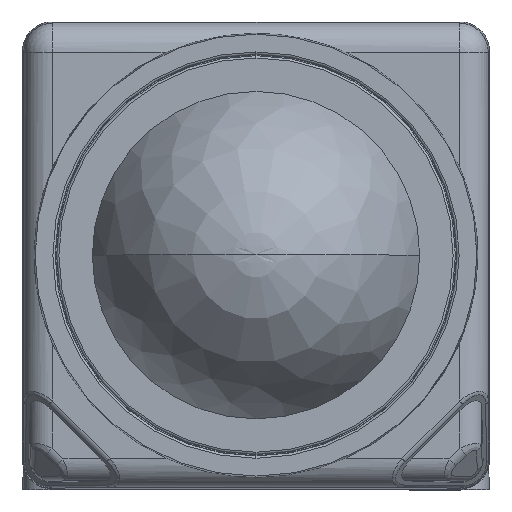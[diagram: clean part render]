
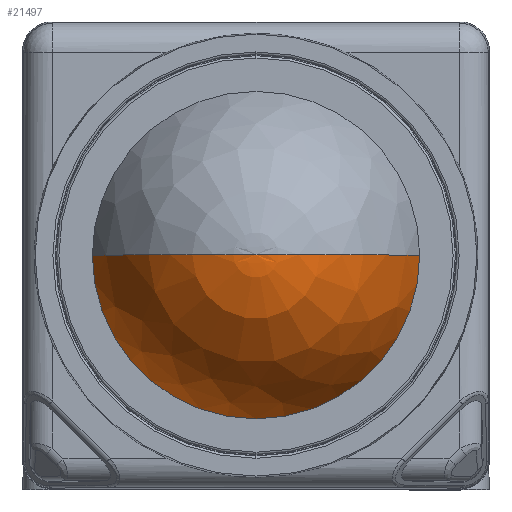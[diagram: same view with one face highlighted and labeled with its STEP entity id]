
A CAD part, top view. The second image highlights one B-rep face of the part: STEP entity #21497.
In plain terms, the highlighted face is a revolution surface.
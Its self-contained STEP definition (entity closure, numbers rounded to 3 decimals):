
#6376=CARTESIAN_POINT('',(0.,0.,16.4));
#6377=DIRECTION('',(0.,0.,1.));
#6378=DIRECTION('',(-1.,0.,0.));
#6379=AXIS2_PLACEMENT_3D('',#6376,#6377,#6378);
#6400=CARTESIAN_POINT('',(-14.077,0.,16.4));
#6401=CARTESIAN_POINT('',(-14.077,0.,
16.401));
#6402=CARTESIAN_POINT('',(-14.004,0.,
16.646));
#6403=CARTESIAN_POINT('',(-13.849,0.,
17.135));
#6404=CARTESIAN_POINT('',(-13.592,0.,
17.87));
#6405=CARTESIAN_POINT('',(-13.311,0.,
18.603));
#6406=CARTESIAN_POINT('',(-13.003,0.,
19.333));
#6407=CARTESIAN_POINT('',(-12.669,0.,
20.058));
#6408=CARTESIAN_POINT('',(-12.307,0.,
20.775));
#6409=CARTESIAN_POINT('',(-11.919,0.,
21.482));
#6410=CARTESIAN_POINT('',(-11.502,0.,
22.177));
#6411=CARTESIAN_POINT('',(-11.058,0.,
22.857));
#6412=CARTESIAN_POINT('',(-10.586,0.,
23.519));
#6413=CARTESIAN_POINT('',(-10.087,0.,
24.16));
#6414=CARTESIAN_POINT('',(-9.56,0.,
24.778));
#6415=CARTESIAN_POINT('',(-9.007,0.,
25.369));
#6416=CARTESIAN_POINT('',(-8.428,0.,
25.931));
#6417=CARTESIAN_POINT('',(-7.824,0.,
26.461));
#6418=CARTESIAN_POINT('',(-7.196,0.,
26.956));
#6419=CARTESIAN_POINT('',(-6.545,0.,
27.413));
#6420=CARTESIAN_POINT('',(-5.874,0.,
27.83));
#6421=CARTESIAN_POINT('',(-5.184,0.,
28.204));
#6422=CARTESIAN_POINT('',(-4.477,0.,
28.533));
#6423=CARTESIAN_POINT('',(-3.754,0.,
28.815));
#6424=CARTESIAN_POINT('',(-3.019,0.,
29.048));
#6425=CARTESIAN_POINT('',(-2.274,0.,
29.231));
#6426=CARTESIAN_POINT('',(-1.604,0.,
29.348));
#6427=CARTESIAN_POINT('',(-1.014,0.,
29.417));
#6428=CARTESIAN_POINT('',(-0.508,0.,
29.452));
#6429=CARTESIAN_POINT('',(-0.169,0.,29.46));
#6430=CARTESIAN_POINT('',(0.,0.,29.46));
#6432=CARTESIAN_POINT('',(14.077,0.,16.4));
#6433=CARTESIAN_POINT('',(14.077,0.,16.401));
#6434=CARTESIAN_POINT('',(14.004,0.,16.646));
#6435=CARTESIAN_POINT('',(13.849,0.,17.135));
#6436=CARTESIAN_POINT('',(13.592,0.,17.87));
#6437=CARTESIAN_POINT('',(13.311,0.,18.603));
#6438=CARTESIAN_POINT('',(13.003,0.,19.333));
#6439=CARTESIAN_POINT('',(12.669,0.,20.058));
#6440=CARTESIAN_POINT('',(12.307,0.,20.775));
#6441=CARTESIAN_POINT('',(11.919,0.,21.482));
#6442=CARTESIAN_POINT('',(11.502,0.,22.177));
#6443=CARTESIAN_POINT('',(11.058,0.,22.857));
#6444=CARTESIAN_POINT('',(10.586,0.,23.519));
#6445=CARTESIAN_POINT('',(10.087,0.,24.16));
#6446=CARTESIAN_POINT('',(9.56,0.,24.778));
#6447=CARTESIAN_POINT('',(9.007,0.,25.369));
#6448=CARTESIAN_POINT('',(8.428,0.,25.931));
#6449=CARTESIAN_POINT('',(7.824,0.,26.461));
#6450=CARTESIAN_POINT('',(7.196,0.,26.956));
#6451=CARTESIAN_POINT('',(6.545,0.,27.413));
#6452=CARTESIAN_POINT('',(5.874,0.,27.83));
#6453=CARTESIAN_POINT('',(5.184,0.,28.204));
#6454=CARTESIAN_POINT('',(4.477,0.,28.533));
#6455=CARTESIAN_POINT('',(3.754,0.,28.815));
#6456=CARTESIAN_POINT('',(3.019,0.,29.048));
#6457=CARTESIAN_POINT('',(2.274,0.,29.231));
#6458=CARTESIAN_POINT('',(1.604,0.,29.348));
#6459=CARTESIAN_POINT('',(1.014,0.,29.417));
#6460=CARTESIAN_POINT('',(0.508,0.,
29.452));
#6461=CARTESIAN_POINT('',(0.169,0.,29.46));
#6462=CARTESIAN_POINT('',(0.,0.,29.46));
#9655=VERTEX_POINT('',#6432);
#9656=VERTEX_POINT('',#6462);
#9657=CARTESIAN_POINT('',(-14.077,0.,16.4));
#9658=VERTEX_POINT('',#9657);
#21449=CARTESIAN_POINT('',(0.,0.,29.46));
#21450=CARTESIAN_POINT('',(0.169,0.,29.46));
#21451=CARTESIAN_POINT('',(0.508,0.,
29.452));
#21452=CARTESIAN_POINT('',(1.014,0.,
29.417));
#21453=CARTESIAN_POINT('',(1.604,0.,
29.348));
#21454=CARTESIAN_POINT('',(2.274,0.,
29.231));
#21455=CARTESIAN_POINT('',(3.019,0.,
29.048));
#21456=CARTESIAN_POINT('',(3.754,0.,
28.815));
#21457=CARTESIAN_POINT('',(4.477,0.,
28.533));
#21458=CARTESIAN_POINT('',(5.184,0.,
28.204));
#21459=CARTESIAN_POINT('',(5.874,0.,
27.83));
#21460=CARTESIAN_POINT('',(6.545,0.,
27.413));
#21461=CARTESIAN_POINT('',(7.196,0.,
26.956));
#21462=CARTESIAN_POINT('',(7.824,0.,
26.461));
#21463=CARTESIAN_POINT('',(8.428,0.,
25.931));
#21464=CARTESIAN_POINT('',(9.007,0.,
25.369));
#21465=CARTESIAN_POINT('',(9.56,0.,
24.778));
#21466=CARTESIAN_POINT('',(10.087,0.,
24.16));
#21467=CARTESIAN_POINT('',(10.586,0.,
23.519));
#21468=CARTESIAN_POINT('',(11.058,0.,
22.857));
#21469=CARTESIAN_POINT('',(11.502,0.,
22.177));
#21470=CARTESIAN_POINT('',(11.919,0.,
21.482));
#21471=CARTESIAN_POINT('',(12.307,0.,
20.775));
#21472=CARTESIAN_POINT('',(12.669,0.,
20.058));
#21473=CARTESIAN_POINT('',(13.003,0.,
19.333));
#21474=CARTESIAN_POINT('',(13.311,0.,
18.603));
#21475=CARTESIAN_POINT('',(13.592,0.,
17.87));
#21476=CARTESIAN_POINT('',(13.849,0.,
17.135));
#21477=CARTESIAN_POINT('',(14.004,0.,
16.646));
#21478=CARTESIAN_POINT('',(14.097,0.,
16.335));
#21479=CARTESIAN_POINT('',(14.116,0.,
16.269));
#21480=CARTESIAN_POINT('',(14.135,0.,
16.203));
#21486=CARTESIAN_POINT('',(0.,0.,30.328));
#21487=DIRECTION('',(0.,0.,-1.));
#21488=AXIS1_PLACEMENT('',#21486,#21487);
#21489=SURFACE_OF_REVOLUTION('',#21481,#21488);
#21491=ORIENTED_EDGE('',*,*,#21490,.F.);
#21492=ORIENTED_EDGE('',*,*,#21396,.F.);
#21494=ORIENTED_EDGE('',*,*,#21493,.T.);
#21495=EDGE_LOOP('',(#21491,#21492,#21494));
#21496=FACE_OUTER_BOUND('',#21495,.F.);
#21497=ADVANCED_FACE('',(#21496),#21489,.T.);
#6380=CIRCLE('',#6379,14.077);
#6431=B_SPLINE_CURVE_WITH_KNOTS('',3,(#6400,#6401,#6402,#6403,#6404,#6405,#6406,
#6407,#6408,#6409,#6410,#6411,#6412,#6413,#6414,#6415,#6416,#6417,#6418,#6419,
#6420,#6421,#6422,#6423,#6424,#6425,#6426,#6427,#6428,#6429,#6430),
.UNSPECIFIED.,.F.,.F.,(4,1,1,1,1,1,1,1,1,1,1,1,1,1,1,1,1,1,1,1,1,1,1,1,1,1,1,1,
4),(0.,0.,0.039,0.077,
0.115,0.154,0.192,0.231,
0.269,0.308,0.346,0.385,
0.423,0.462,0.5,0.539,
0.577,0.615,0.654,0.692,
0.731,0.769,0.808,0.846,
0.885,0.923,0.949,0.974,1.),
.UNSPECIFIED.);
#6463=B_SPLINE_CURVE_WITH_KNOTS('',3,(#6432,#6433,#6434,#6435,#6436,#6437,#6438,
#6439,#6440,#6441,#6442,#6443,#6444,#6445,#6446,#6447,#6448,#6449,#6450,#6451,
#6452,#6453,#6454,#6455,#6456,#6457,#6458,#6459,#6460,#6461,#6462),
.UNSPECIFIED.,.F.,.F.,(4,1,1,1,1,1,1,1,1,1,1,1,1,1,1,1,1,1,1,1,1,1,1,1,1,1,1,1,
4),(0.,0.,0.039,0.077,
0.115,0.154,0.192,0.231,
0.269,0.308,0.346,0.385,
0.423,0.462,0.5,0.539,
0.577,0.615,0.654,0.692,
0.731,0.769,0.808,0.846,
0.885,0.923,0.949,0.974,1.),
.UNSPECIFIED.);
#21396=EDGE_CURVE('',#9658,#9655,#6380,.T.);
#21481=B_SPLINE_CURVE_WITH_KNOTS('',3,(#21449,#21450,#21451,#21452,#21453,
#21454,#21455,#21456,#21457,#21458,#21459,#21460,#21461,#21462,#21463,#21464,
#21465,#21466,#21467,#21468,#21469,#21470,#21471,#21472,#21473,#21474,#21475,
#21476,#21477,#21478,#21479,#21480),.UNSPECIFIED.,.F.,.F.,(4,1,1,1,1,1,1,1,1,1,
1,1,1,1,1,1,1,1,1,1,1,1,1,1,1,1,1,1,1,4),(0.,0.025,
0.051,0.076,0.114,0.152,
0.19,0.228,0.266,0.305,
0.343,0.381,0.419,0.457,
0.495,0.533,0.571,0.609,
0.647,0.685,0.723,0.761,
0.799,0.837,0.875,0.914,
0.952,0.99,0.99,1.),.UNSPECIFIED.);
#21490=EDGE_CURVE('',#9655,#9656,#6463,.T.);
#21493=EDGE_CURVE('',#9658,#9656,#6431,.T.);
